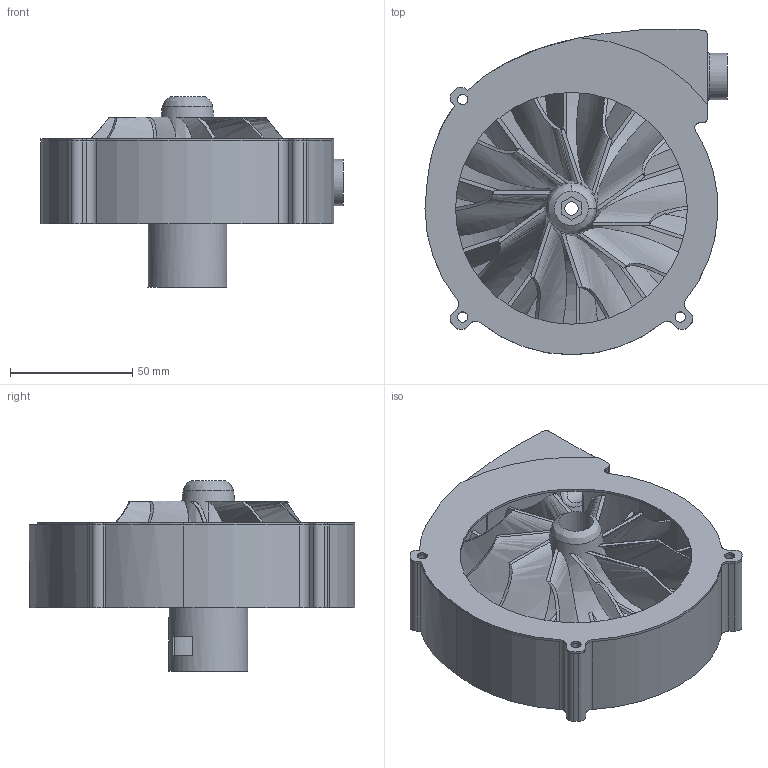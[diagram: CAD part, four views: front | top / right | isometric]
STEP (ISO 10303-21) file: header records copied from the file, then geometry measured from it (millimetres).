
FILE_DESCRIPTION(/* description */ (''),/* implementation_level */ '2;1');
FILE_NAME(/* name */ 'Blower V7 v1.step',/* time_stamp */ '2020-04-24T12:38:22+02:00',/* author */ (''),/* organization */ (''),/* preprocessor_version */ 'ST-DEVELOPER v18.1',/* originating_system */ 'Autodesk Translation Framework v9.2.0.1227',/* authorisation */ '');
FILE_SCHEMA (('AUTOMOTIVE_DESIGN { 1 0 10303 214 3 1 1 }'));
Length unit declared in the file: millimetre
Products named in the file (5): Blower V7; Duct; Top; motor_holder; propellerV2
Assembly tree (4 placements, depth 2):
  Blower V7
    Duct
    Top
    motor_holder
    propellerV2
Bounding box: 123.73 x 133.41 x 78.21 mm (x, y, z)
Volume: 187013.2 mm3; surface area: 134007 mm2
Topology: 4 solids, 4 shells, 262 faces, 735 edges, 485 vertices
Faces by surface type: plane 93, bspline 74, cylinder 72, torus 13, cone 10
Full cylindrical faces by diameter (mm): 3.2 x4, 4.2 x6, 5.5 x1, 8 x1, 14 x1, 15 x1, 19 x1, 30 x1, 32.4 x1, 95 x1, 114 x1, 117 x1
Entity records: 13995 total; most frequent: CARTESIAN_POINT 7480, ORIENTED_EDGE 1468, DIRECTION 1164, EDGE_CURVE 734, VERTEX_POINT 485, AXIS2_PLACEMENT_3D 452, EDGE_LOOP 299, FACE_OUTER_BOUND 262
